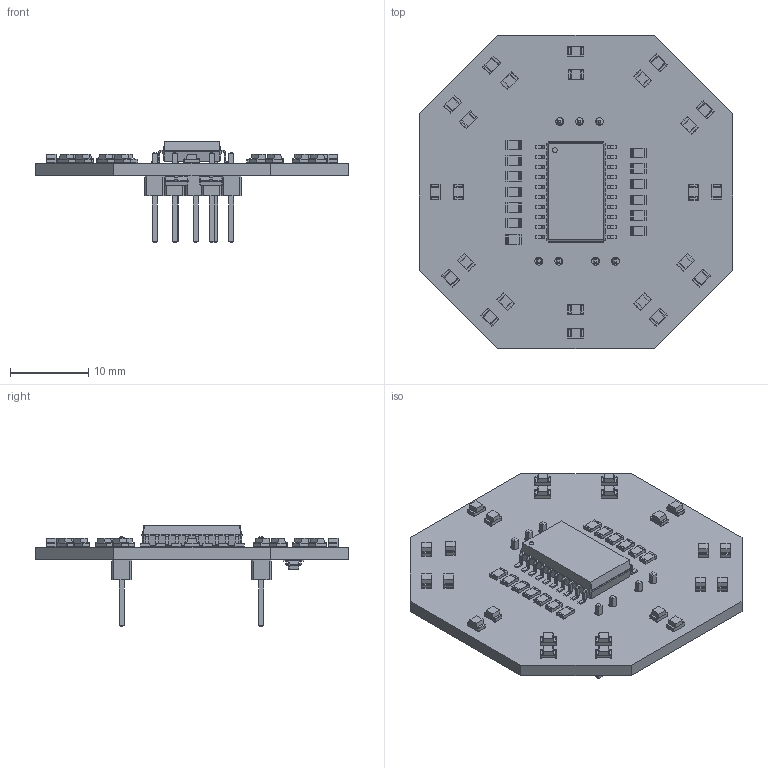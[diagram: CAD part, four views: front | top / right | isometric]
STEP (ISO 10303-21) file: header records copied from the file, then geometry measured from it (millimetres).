
FILE_DESCRIPTION(('KiCad electronic assembly'),'2;1');
FILE_NAME('TinyWatch.step','2024-12-11T21:23:59',('Pcbnew'),('Kicad'), 'Open CASCADE STEP processor 7.7','KiCad to STEP converter','Unknown' );
FILE_SCHEMA(('AUTOMOTIVE_DESIGN { 1 0 10303 214 1 1 1 1 }'));
Length unit declared in the file: millimetre
Products named in the file (14): TinyWatch 1; LED_0805_2012Metric; R_0805_2012Metric; SOIC-20W_7.5x12.8mm_P1.27mm; SOIC_20W_75x128mm_P127mm; PinHeader_1x02_P2.54mm_Vertical; PinHeader_1x02_P254mm_Vertical; SOT-23; SOT_23; PinHeader_1x03_P2.54mm_Vertical; PinHeader_1x03_P254mm_Vertical; TinyWatch_PCB
Assembly tree (50 placements, depth 3):
  TinyWatch 1
    LED_0805_2012Metric  x24
      LED_0805_2012Metric
    R_0805_2012Metric  x13
      R_0805_2012Metric
    SOIC-20W_7.5x12.8mm_P1.27mm
      SOIC_20W_75x128mm_P127mm
    PinHeader_1x02_P2.54mm_Vertical  x2
      PinHeader_1x02_P254mm_Vertical
    SOT-23  x2
      SOT_23
    PinHeader_1x03_P2.54mm_Vertical
      PinHeader_1x03_P254mm_Vertical
    TinyWatch_PCB
Bounding box: 40 x 40 x 12.99 mm (x, y, z)
Volume: 2678.5 mm3; surface area: 4167 mm2
Topology: 44 solids, 44 shells, 2223 faces, 5800 edges, 3704 vertices
Faces by surface type: plane 1717, cylinder 408, bspline 98
Full cylindrical faces by diameter (mm): 0.6 x1, 1 x7
Entity records: 23573 total; most frequent: CARTESIAN_POINT 3600, ORIENTED_EDGE 3246, DIRECTION 3017, EDGE_CURVE 1623, LINE 1327, VECTOR 1327, VERTEX_POINT 1016, AXIS2_PLACEMENT_3D 845
